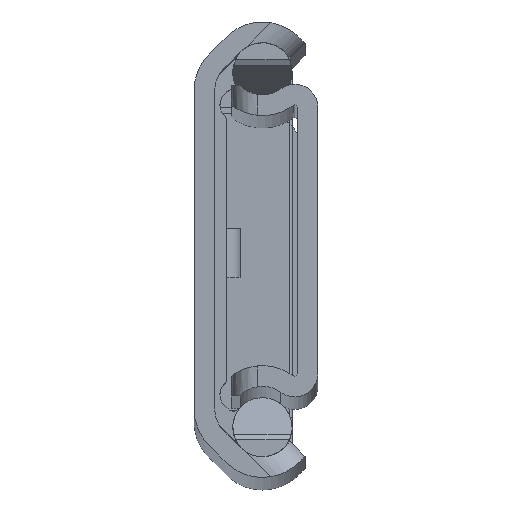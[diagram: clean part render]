
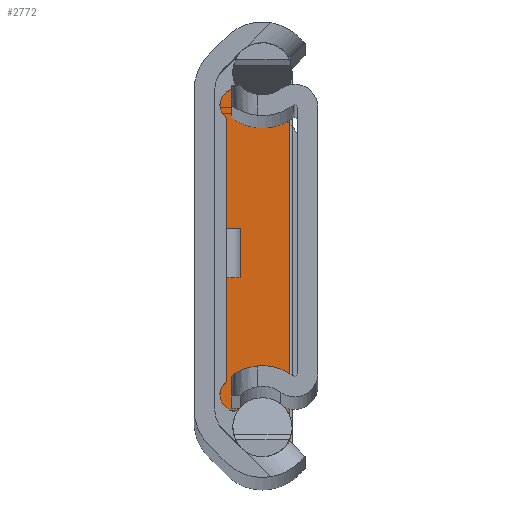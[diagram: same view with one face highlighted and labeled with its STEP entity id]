
A CAD part, top view. The second image highlights one B-rep face of the part: STEP entity #2772.
In plain terms, the highlighted planar face has unit normal (0, 0, 1).
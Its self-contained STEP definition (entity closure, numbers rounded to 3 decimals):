
#853 = CARTESIAN_POINT ( 'NONE',  ( -15., 5.8, 3.25 ) ) ;
#867 = LINE ( 'NONE', #5717, #3254 ) ;
#951 = CARTESIAN_POINT ( 'NONE',  ( -14.8, 0.2, 3.25 ) ) ;
#1665 = VERTEX_POINT ( 'NONE', #951 ) ;
#1846 = DIRECTION ( 'NONE',  ( -1., 0., 0. ) ) ;
#2446 = EDGE_CURVE ( 'NONE', #6998, #9633, #11272, .T. ) ;
#2480 = DIRECTION ( 'NONE',  ( 0., -1., 0. ) ) ;
#2772 = ADVANCED_FACE ( 'NONE', ( #6310 ), #4204, .F. ) ;
#3111 = ORIENTED_EDGE ( 'NONE', *, *, #12264, .T. ) ;
#3238 = CARTESIAN_POINT ( 'NONE',  ( 14.8, 5.8, 3.25 ) ) ;
#3254 = VECTOR ( 'NONE', #9501, 1000. ) ;
#3395 = EDGE_LOOP ( 'NONE', ( #6883, #3111, #7036, #11305 ) ) ;
#3627 = VECTOR ( 'NONE', #1846, 1000. ) ;
#4204 = PLANE ( 'NONE',  #11359 ) ;
#4713 = EDGE_CURVE ( 'NONE', #11513, #6998, #5083, .T. ) ;
#5075 = CARTESIAN_POINT ( 'NONE',  ( -14.8, 5.8, 3.25 ) ) ;
#5083 = LINE ( 'NONE', #10904, #8056 ) ;
#5262 = VECTOR ( 'NONE', #2480, 1000. ) ;
#5264 = DIRECTION ( 'NONE',  ( 0., 1., 0. ) ) ;
#5265 = DIRECTION ( 'NONE',  ( 0., 0., -1. ) ) ;
#5672 = CARTESIAN_POINT ( 'NONE',  ( 14.8, 0.2, 3.25 ) ) ;
#5717 = CARTESIAN_POINT ( 'NONE',  ( -15., 0.2, 3.25 ) ) ;
#6310 = FACE_OUTER_BOUND ( 'NONE', #3395, .T. ) ;
#6883 = ORIENTED_EDGE ( 'NONE', *, *, #2446, .T. ) ;
#6998 = VERTEX_POINT ( 'NONE', #3238 ) ;
#7036 = ORIENTED_EDGE ( 'NONE', *, *, #7143, .T. ) ;
#7143 = EDGE_CURVE ( 'NONE', #1665, #11513, #867, .T. ) ;
#7175 = DIRECTION ( 'NONE',  ( -1., 0., 0. ) ) ;
#8056 = VECTOR ( 'NONE', #5264, 1000. ) ;
#8122 = CARTESIAN_POINT ( 'NONE',  ( -15., 6., 3.25 ) ) ;
#8938 = LINE ( 'NONE', #11897, #5262 ) ;
#9501 = DIRECTION ( 'NONE',  ( 1., 0., 0. ) ) ;
#9633 = VERTEX_POINT ( 'NONE', #5075 ) ;
#10904 = CARTESIAN_POINT ( 'NONE',  ( 14.8, 6., 3.25 ) ) ;
#11272 = LINE ( 'NONE', #853, #3627 ) ;
#11305 = ORIENTED_EDGE ( 'NONE', *, *, #4713, .T. ) ;
#11359 = AXIS2_PLACEMENT_3D ( 'NONE', #8122, #5265, #7175 ) ;
#11513 = VERTEX_POINT ( 'NONE', #5672 ) ;
#11897 = CARTESIAN_POINT ( 'NONE',  ( -14.8, 6., 3.25 ) ) ;
#12264 = EDGE_CURVE ( 'NONE', #9633, #1665, #8938, .T. ) ;
